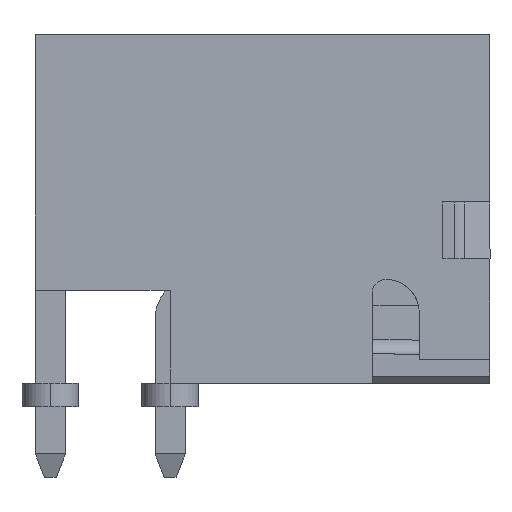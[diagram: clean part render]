
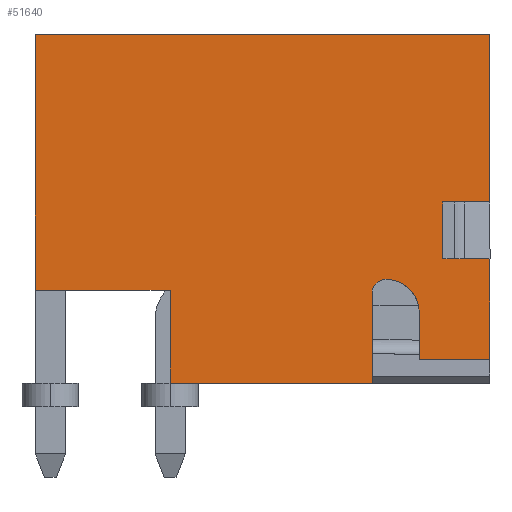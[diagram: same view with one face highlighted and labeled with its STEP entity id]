
A CAD part, left-side view. The second image highlights one B-rep face of the part: STEP entity #51640.
In plain terms, the highlighted planar face has unit normal (-1, 0, 0).
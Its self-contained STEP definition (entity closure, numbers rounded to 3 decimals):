
#4970=CARTESIAN_POINT('',(-1.52,-1.47,
7.1));
#4980=VERTEX_POINT('',#4970);
#5010=CARTESIAN_POINT('',(-1.52,3.747,
7.1));
#5020=DIRECTION('',(0.,1.,0.));
#5030=VECTOR('',#5020,1.);
#5040=LINE('',#5010,#5030);
#5050=CARTESIAN_POINT('',(-1.52,0.67,
7.1));
#5060=VERTEX_POINT('',#5050);
#5070=EDGE_CURVE('',#4980,#5060,#5040,.T.);
#5290=CARTESIAN_POINT('',(-1.52,1.87,
7.1));
#5300=VERTEX_POINT('',#5290);
#5330=CARTESIAN_POINT('',(-1.52,5.42,
7.1));
#5340=VERTEX_POINT('',#5330);
#5350=EDGE_CURVE('',#5300,#5340,#5040,.T.);
#25120=CARTESIAN_POINT('',(-1.52,5.42,
-2.54));
#25130=VERTEX_POINT('',#25120);
#25250=CARTESIAN_POINT('',(-1.52,5.42,
12.033));
#25260=DIRECTION('',(0.,0.,1.));
#25270=VECTOR('',#25260,1.);
#25280=LINE('',#25250,#25270);
#25290=EDGE_CURVE('',#25130,#5340,#25280,.T.);
#26900=CARTESIAN_POINT('',(-1.52,-1.47,
5.6));
#26910=VERTEX_POINT('',#26900);
#26940=CARTESIAN_POINT('',(-1.52,-1.47,
12.033));
#26950=DIRECTION('',(0.,0.,1.));
#26960=VECTOR('',#26950,1.);
#26970=LINE('',#26940,#26960);
#26980=EDGE_CURVE('',#26910,#4980,#26970,.T.);
#36190=CARTESIAN_POINT('',(-1.52,1.333,
4.6));
#36200=DIRECTION('',(0.,1.,0.));
#36210=VECTOR('',#36200,1.);
#36220=LINE('',#36190,#36210);
#36230=CARTESIAN_POINT('',(-1.52,-1.97,
4.6));
#36240=VERTEX_POINT('',#36230);
#36250=CARTESIAN_POINT('',(-1.52,-0.07,
4.6));
#36260=VERTEX_POINT('',#36250);
#36270=EDGE_CURVE('',#36240,#36260,#36220,.T.);
#43790=CARTESIAN_POINT('',(-1.52,-1.97,
0.32));
#43800=VERTEX_POINT('',#43790);
#43830=CARTESIAN_POINT('',(-1.52,-1.97,
12.033));
#43840=DIRECTION('',(0.,0.,1.));
#43850=VECTOR('',#43840,1.);
#43860=LINE('',#43830,#43850);
#43870=EDGE_CURVE('',#43800,#36240,#43860,.T.);
#48220=CARTESIAN_POINT('',(-1.52,-0.47,
4.9));
#48230=DIRECTION('',(1.,0.,0.));
#48240=DIRECTION('',(0.,1.,0.));
#48250=AXIS2_PLACEMENT_3D('',#48220,#48230,#48240);
#48260=CIRCLE('',#48250,0.7);
#48270=CARTESIAN_POINT('',(-1.52,0.23,
4.9));
#48280=VERTEX_POINT('',#48270);
#48290=CARTESIAN_POINT('',(-1.52,-0.47,
5.6));
#48300=VERTEX_POINT('',#48290);
#48310=EDGE_CURVE('',#48280,#48300,#48260,.T.);
#49450=CARTESIAN_POINT('',(-1.52,0.,
0.32));
#49460=VERTEX_POINT('',#49450);
#49490=CARTESIAN_POINT('',(-1.52,1.333,
0.32));
#49500=DIRECTION('',(0.,-1.,0.));
#49510=VECTOR('',#49500,1.);
#49520=LINE('',#49490,#49510);
#49530=EDGE_CURVE('',#49460,#43800,#49520,.T.);
#50710=CARTESIAN_POINT('',(-1.52,0.67,
6.135));
#50720=VERTEX_POINT('',#50710);
#50770=CARTESIAN_POINT('',(-1.52,1.333,
6.135));
#50780=DIRECTION('',(-0.,1.,0.));
#50790=VECTOR('',#50780,1.);
#50800=LINE('',#50770,#50790);
#50810=CARTESIAN_POINT('',(-1.52,1.87,
6.135));
#50820=VERTEX_POINT('',#50810);
#50830=EDGE_CURVE('',#50720,#50820,#50800,.T.);
#51090=CARTESIAN_POINT('',(-1.52,4.13,
3.18));
#51100=DIRECTION('',(-1.,0.,0.));
#51110=DIRECTION('',(0.,0.,1.));
#51120=AXIS2_PLACEMENT_3D('',#51090,#51100,#51110);
#51130=PLANE('',#51120);
#51140=CARTESIAN_POINT('',(-1.52,1.333,-2.54));
#51150=DIRECTION('',(0.,1.,0.));
#51160=VECTOR('',#51150,1.);
#51170=LINE('',#51140,#51160);
#51180=CARTESIAN_POINT('',(-1.52,0.,
-2.54));
#51190=VERTEX_POINT('',#51180);
#51200=EDGE_CURVE('',#51190,#25130,#51170,.T.);
#51210=ORIENTED_EDGE('',*,*,#51200,.F.);
#51220=ORIENTED_EDGE('',*,*,#25290,.F.);
#51230=ORIENTED_EDGE('',*,*,#5350,.T.);
#51240=CARTESIAN_POINT('',(-1.52,1.87,
12.033));
#51250=DIRECTION('',(0.,0.,1.));
#51260=VECTOR('',#51250,1.);
#51270=LINE('',#51240,#51260);
#51280=EDGE_CURVE('',#50820,#5300,#51270,.T.);
#51290=ORIENTED_EDGE('',*,*,#51280,.T.);
#51300=ORIENTED_EDGE('',*,*,#50830,.T.);
#51310=CARTESIAN_POINT('',(-1.52,0.67,
12.033));
#51320=DIRECTION('',(0.,0.,1.));
#51330=VECTOR('',#51320,1.);
#51340=LINE('',#51310,#51330);
#51350=EDGE_CURVE('',#50720,#5060,#51340,.T.);
#51360=ORIENTED_EDGE('',*,*,#51350,.F.);
#51370=ORIENTED_EDGE('',*,*,#5070,.T.);
#51380=ORIENTED_EDGE('',*,*,#26980,.T.);
#51390=CARTESIAN_POINT('',(-1.52,1.207,
5.6));
#51400=DIRECTION('',(0.,1.,0.));
#51410=VECTOR('',#51400,1.);
#51420=LINE('',#51390,#51410);
#51430=EDGE_CURVE('',#26910,#48300,#51420,.T.);
#51440=ORIENTED_EDGE('',*,*,#51430,.F.);
#51450=ORIENTED_EDGE('',*,*,#48310,.T.);
#51460=CARTESIAN_POINT('',(-1.52,-0.07,
4.9));
#51470=DIRECTION('',(-1.,0.,0.));
#51480=DIRECTION('',(0.,-1.,0.));
#51490=AXIS2_PLACEMENT_3D('',#51460,#51470,#51480);
#51500=CIRCLE('',#51490,0.3);
#51510=EDGE_CURVE('',#48280,#36260,#51500,.T.);
#51520=ORIENTED_EDGE('',*,*,#51510,.F.);
#51530=ORIENTED_EDGE('',*,*,#36270,.T.);
#51540=ORIENTED_EDGE('',*,*,#43870,.T.);
#51550=ORIENTED_EDGE('',*,*,#49530,.T.);
#51560=CARTESIAN_POINT('',(-1.52,0.,
12.033));
#51570=DIRECTION('',(0.,0.,1.));
#51580=VECTOR('',#51570,1.);
#51590=LINE('',#51560,#51580);
#51600=EDGE_CURVE('',#51190,#49460,#51590,.T.);
#51610=ORIENTED_EDGE('',*,*,#51600,.T.);
#51620=EDGE_LOOP('',(#51610,#51550,#51540,#51530,#51520,#51450,#51440,
#51380,#51370,#51360,#51300,#51290,#51230,#51220,#51210));
#51630=FACE_OUTER_BOUND('',#51620,.T.);
#51640=ADVANCED_FACE('',(#51630),#51130,.T.);
